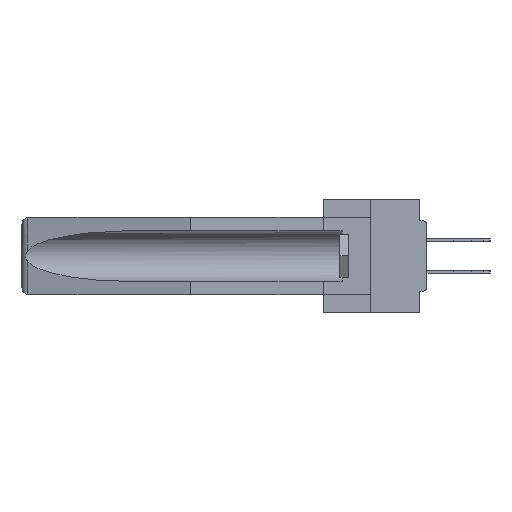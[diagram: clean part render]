
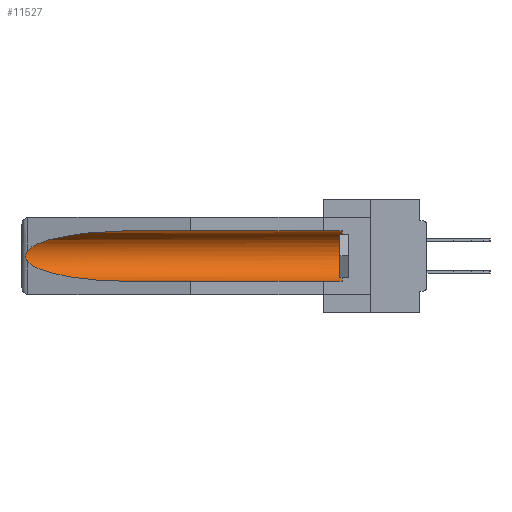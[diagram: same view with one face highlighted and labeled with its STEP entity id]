
A CAD part, left-side view. The second image highlights one B-rep face of the part: STEP entity #11527.
In plain terms, the highlighted cylindrical face has radius 2.857 mm (diameter 5.715 mm), a partial arc.
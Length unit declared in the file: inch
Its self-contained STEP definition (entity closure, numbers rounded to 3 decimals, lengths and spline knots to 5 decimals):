
#1866 = CARTESIAN_POINT ( 'NONE',  ( 0.155, 1.07973, -0.059 ) ) ;
#2239 = DIRECTION ( 'NONE',  ( 0., 0., 1. ) ) ;
#3141 = CARTESIAN_POINT ( 'NONE',  ( 0.155, 1.07973, -0.059 ) ) ;
#3590 = EDGE_CURVE ( 'NONE', #27363, #29645, #25538, .T. ) ;
#3651 = CARTESIAN_POINT ( 'NONE',  ( 0.25451, 1.48313, -0.24835 ) ) ;
#5164 = AXIS2_PLACEMENT_3D ( 'NONE', #17782, #38843, #2239 ) ;
#5311 = EDGE_CURVE ( 'NONE', #29302, #38970, #14095, .T. ) ;
#6169 = CARTESIAN_POINT ( 'NONE',  ( 0.21114, 1.30732, -0.059 ) ) ;
#7445 = ORIENTED_EDGE ( 'NONE', *, *, #5311, .T. ) ;
#7782 = LINE ( 'NONE', #31959, #17684 ) ;
#8554 = CARTESIAN_POINT ( 'NONE',  ( 0.2673, 1.5327, -0.16383 ) ) ;
#8857 = ORIENTED_EDGE ( 'NONE', *, *, #3590, .T. ) ;
#10499 = B_SPLINE_CURVE_WITH_KNOTS ( 'NONE', 3,
 ( #20477, #35810, #17791, #8554, #17509, #26606, #32851, #39123, #14577, #20604 ),
 .UNSPECIFIED., .F., .F.,
 ( 4, 2, 2, 2, 4 ),
 ( 0., 0.00029, 0.00058, 0.00087, 0.00117 ),
 .UNSPECIFIED. ) ;
#11527 = ADVANCED_FACE ( 'NONE', ( #22306 ), #32309, .F. ) ;
#12205 = CARTESIAN_POINT ( 'NONE',  ( 0.155, -0.30754, -0.059 ) ) ;
#13684 = DIRECTION ( 'NONE',  ( 0., 1., 0. ) ) ;
#14095 =( BOUNDED_CURVE ( )  B_SPLINE_CURVE ( 3, ( #3141, #6169, #36344, #27247 ),
 .UNSPECIFIED., .F., .F. ) 
 B_SPLINE_CURVE_WITH_KNOTS ( ( 4, 4 ),
 ( 4.71239, 6.08839 ),
 .UNSPECIFIED. ) 
 CURVE ( )  GEOMETRIC_REPRESENTATION_ITEM ( )  RATIONAL_B_SPLINE_CURVE ( ( 1., 0.848, 0.848, 1. ) ) 
 REPRESENTATION_ITEM ( '' )  );
#14485 = DIRECTION ( 'NONE',  ( 0., 1., 0. ) ) ;
#14577 = CARTESIAN_POINT ( 'NONE',  ( 0.26597, 1.5296, -0.19026 ) ) ;
#14866 = EDGE_CURVE ( 'NONE', #27363, #15052, #7782, .T. ) ;
#14879 = DIRECTION ( 'NONE',  ( 0., 0., 1. ) ) ;
#15052 = VERTEX_POINT ( 'NONE', #21571 ) ;
#17509 = CARTESIAN_POINT ( 'NONE',  ( 0.2675, 1.53308, -0.16763 ) ) ;
#17684 = VECTOR ( 'NONE', #13684, 39.37008 ) ;
#17782 = CARTESIAN_POINT ( 'NONE',  ( 0.155, 0.126, -0.1715 ) ) ;
#17791 = CARTESIAN_POINT ( 'NONE',  ( 0.26654, 1.53092, -0.15636 ) ) ;
#18189 = DIRECTION ( 'NONE',  ( 0., 1., 0. ) ) ;
#18962 = EDGE_LOOP ( 'NONE', ( #7445, #38967, #31627, #30894, #8857, #29424 ) ) ;
#20477 = CARTESIAN_POINT ( 'NONE',  ( 0.26537, 1.52718, -0.14972 ) ) ;
#20604 = CARTESIAN_POINT ( 'NONE',  ( 0.26537, 1.52718, -0.19328 ) ) ;
#21571 = CARTESIAN_POINT ( 'NONE',  ( 0.155, 1.07973, -0.284 ) ) ;
#22033 = CARTESIAN_POINT ( 'NONE',  ( 0.26537, 1.52718, -0.19328 ) ) ;
#22306 = FACE_OUTER_BOUND ( 'NONE', #18962, .T. ) ;
#22570 = CARTESIAN_POINT ( 'NONE',  ( 0.155, 0.126, -0.284 ) ) ;
#22934 = VECTOR ( 'NONE', #18189, 39.37008 ) ;
#23604 = AXIS2_PLACEMENT_3D ( 'NONE', #35849, #14485, #14879 ) ;
#24188 = EDGE_CURVE ( 'NONE', #38970, #33805, #10499, .T. ) ;
#24555 = CARTESIAN_POINT ( 'NONE',  ( 0.21114, 1.30732, -0.284 ) ) ;
#25538 = CIRCLE ( 'NONE', #5164, 0.1125 ) ;
#26381 = CARTESIAN_POINT ( 'NONE',  ( 0.26537, 1.52718, -0.19328 ) ) ;
#26606 = CARTESIAN_POINT ( 'NONE',  ( 0.2675, 1.53308, -0.17534 ) ) ;
#26876 = EDGE_CURVE ( 'NONE', #29645, #29302, #27722, .T. ) ;
#27247 = CARTESIAN_POINT ( 'NONE',  ( 0.26537, 1.52718, -0.14972 ) ) ;
#27363 = VERTEX_POINT ( 'NONE', #22570 ) ;
#27722 = LINE ( 'NONE', #12205, #22934 ) ;
#28774 =( BOUNDED_CURVE ( )  B_SPLINE_CURVE ( 3, ( #22033, #3651, #24555, #37235 ),
 .UNSPECIFIED., .F., .F. ) 
 B_SPLINE_CURVE_WITH_KNOTS ( ( 4, 4 ),
 ( 0.1948, 1.5708 ),
 .UNSPECIFIED. ) 
 CURVE ( )  GEOMETRIC_REPRESENTATION_ITEM ( )  RATIONAL_B_SPLINE_CURVE ( ( 1., 0.848, 0.848, 1. ) ) 
 REPRESENTATION_ITEM ( '' )  );
#29302 = VERTEX_POINT ( 'NONE', #1866 ) ;
#29424 = ORIENTED_EDGE ( 'NONE', *, *, #26876, .T. ) ;
#29645 = VERTEX_POINT ( 'NONE', #37226 ) ;
#30894 = ORIENTED_EDGE ( 'NONE', *, *, #14866, .F. ) ;
#31627 = ORIENTED_EDGE ( 'NONE', *, *, #36464, .T. ) ;
#31959 = CARTESIAN_POINT ( 'NONE',  ( 0.155, -0.30754, -0.284 ) ) ;
#32309 = CYLINDRICAL_SURFACE ( 'NONE', #23604, 0.1125 ) ;
#32851 = CARTESIAN_POINT ( 'NONE',  ( 0.2673, 1.53269, -0.17917 ) ) ;
#33805 = VERTEX_POINT ( 'NONE', #26381 ) ;
#35810 = CARTESIAN_POINT ( 'NONE',  ( 0.26597, 1.52961, -0.15275 ) ) ;
#35849 = CARTESIAN_POINT ( 'NONE',  ( 0.155, -0.30754, -0.1715 ) ) ;
#36344 = CARTESIAN_POINT ( 'NONE',  ( 0.25451, 1.48313, -0.09465 ) ) ;
#36464 = EDGE_CURVE ( 'NONE', #33805, #15052, #28774, .T. ) ;
#36489 = CARTESIAN_POINT ( 'NONE',  ( 0.26537, 1.52718, -0.14972 ) ) ;
#37226 = CARTESIAN_POINT ( 'NONE',  ( 0.155, 0.126, -0.059 ) ) ;
#37235 = CARTESIAN_POINT ( 'NONE',  ( 0.155, 1.07973, -0.284 ) ) ;
#38843 = DIRECTION ( 'NONE',  ( 0., -1., 0. ) ) ;
#38967 = ORIENTED_EDGE ( 'NONE', *, *, #24188, .T. ) ;
#38970 = VERTEX_POINT ( 'NONE', #36489 ) ;
#39123 = CARTESIAN_POINT ( 'NONE',  ( 0.26655, 1.53094, -0.18657 ) ) ;
